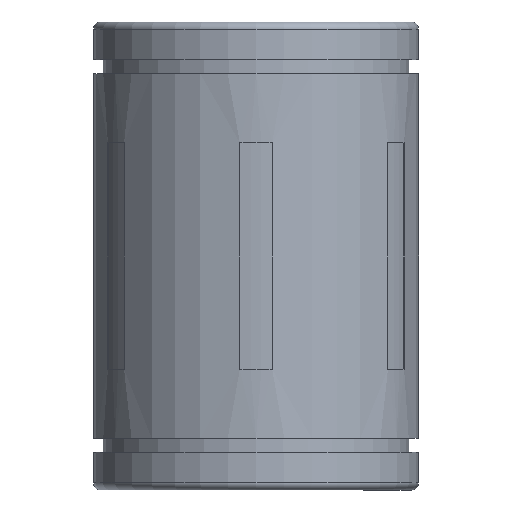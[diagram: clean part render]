
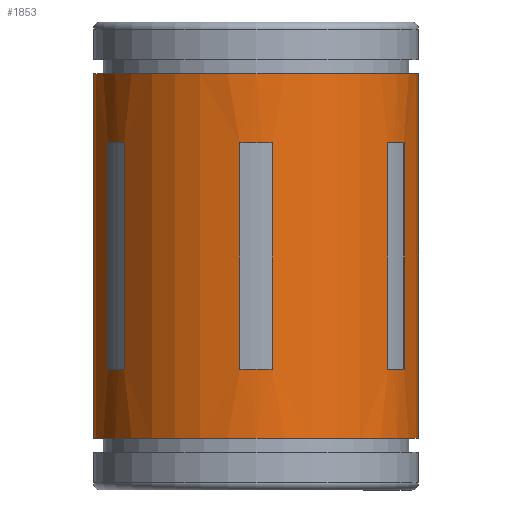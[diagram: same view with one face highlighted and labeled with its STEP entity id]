
A CAD part, left-side view. The second image highlights one B-rep face of the part: STEP entity #1853.
In plain terms, the highlighted cylindrical face has radius 19.844 mm (diameter 39.688 mm), a partial arc.
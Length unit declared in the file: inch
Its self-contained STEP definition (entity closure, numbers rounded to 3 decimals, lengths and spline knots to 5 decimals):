
#3 = CARTESIAN_POINT ( 'NONE',  ( -0.45622, -0.6342, 0.54553 ) ) ;
#7 = VERTEX_POINT ( 'NONE', #568 ) ;
#10 = DIRECTION ( 'NONE',  ( -0.411, -0.912, 0. ) ) ;
#16 = AXIS2_PLACEMENT_3D ( 'NONE', #1467, #2494, #1212 ) ;
#18 = FACE_BOUND ( 'NONE', #1607, .T. ) ;
#61 = EDGE_CURVE ( 'NONE', #407, #2581, #1356, .T. ) ;
#75 = CARTESIAN_POINT ( 'NONE',  ( 0., 0.78125, 0.8751 ) ) ;
#119 = LINE ( 'NONE', #738, #2068 ) ;
#137 = CIRCLE ( 'NONE', #2108, 0.78125 ) ;
#184 = CARTESIAN_POINT ( 'NONE',  ( 0., 0., -0.8751 ) ) ;
#192 = ORIENTED_EDGE ( 'NONE', *, *, #2282, .T. ) ;
#220 = EDGE_LOOP ( 'NONE', ( #1953, #1732, #1891, #2557 ) ) ;
#230 = AXIS2_PLACEMENT_3D ( 'NONE', #2521, #1243, #10 ) ;
#251 = EDGE_CURVE ( 'NONE', #259, #1008, #1934, .T. ) ;
#258 = DIRECTION ( 'NONE',  ( -0.584, 0.812, 0. ) ) ;
#259 = VERTEX_POINT ( 'NONE', #75 ) ;
#324 = AXIS2_PLACEMENT_3D ( 'NONE', #184, #810, #2532 ) ;
#325 = VERTEX_POINT ( 'NONE', #2617 ) ;
#392 = CARTESIAN_POINT ( 'NONE',  ( -0.77735, -0.07799, 0.54553 ) ) ;
#396 = VERTEX_POINT ( 'NONE', #2588 ) ;
#398 = AXIS2_PLACEMENT_3D ( 'NONE', #1538, #2176, #258 ) ;
#407 = VERTEX_POINT ( 'NONE', #676 ) ;
#465 = VERTEX_POINT ( 'NONE', #1931 ) ;
#526 = CARTESIAN_POINT ( 'NONE',  ( 0., 0., 0.8751 ) ) ;
#556 = EDGE_CURVE ( 'NONE', #465, #743, #1222, .T. ) ;
#568 = CARTESIAN_POINT ( 'NONE',  ( 0., 0.78125, -0.8751 ) ) ;
#597 = VECTOR ( 'NONE', #924, 39.37008 ) ;
#641 = LINE ( 'NONE', #2083, #1725 ) ;
#673 = CIRCLE ( 'NONE', #324, 0.78125 ) ;
#676 = CARTESIAN_POINT ( 'NONE',  ( -0.77735, 0.07799, 0.54553 ) ) ;
#682 = VECTOR ( 'NONE', #806, 39.37008 ) ;
#700 = ORIENTED_EDGE ( 'NONE', *, *, #1448, .F. ) ;
#705 = CARTESIAN_POINT ( 'NONE',  ( -0.45622, 0.6342, -0.54552 ) ) ;
#715 = CARTESIAN_POINT ( 'NONE',  ( 0., 0., 0.54553 ) ) ;
#738 = CARTESIAN_POINT ( 'NONE',  ( -0.32113, 0.7122, 0.54553 ) ) ;
#743 = VERTEX_POINT ( 'NONE', #1733 ) ;
#744 = CARTESIAN_POINT ( 'NONE',  ( -0.77735, -0.07799, -0.54552 ) ) ;
#806 = DIRECTION ( 'NONE',  ( 0., 0., 1. ) ) ;
#810 = DIRECTION ( 'NONE',  ( 0., 0., 1. ) ) ;
#830 = ORIENTED_EDGE ( 'NONE', *, *, #61, .T. ) ;
#841 = DIRECTION ( 'NONE',  ( 0., 0., 1. ) ) ;
#846 = EDGE_CURVE ( 'NONE', #7, #259, #1211, .T. ) ;
#859 = DIRECTION ( 'NONE',  ( 0., 0., 1. ) ) ;
#864 = ORIENTED_EDGE ( 'NONE', *, *, #2642, .F. ) ;
#865 = AXIS2_PLACEMENT_3D ( 'NONE', #526, #1823, #1994 ) ;
#869 = CYLINDRICAL_SURFACE ( 'NONE', #1090, 0.78125 ) ;
#885 = DIRECTION ( 'NONE',  ( 0., 0., -1. ) ) ;
#924 = DIRECTION ( 'NONE',  ( 0., 0., 1. ) ) ;
#1008 = VERTEX_POINT ( 'NONE', #2104 ) ;
#1049 = DIRECTION ( 'NONE',  ( 0., 0., 1. ) ) ;
#1083 = LINE ( 'NONE', #2774, #2761 ) ;
#1090 = AXIS2_PLACEMENT_3D ( 'NONE', #1131, #1748, #1798 ) ;
#1105 = ORIENTED_EDGE ( 'NONE', *, *, #1357, .F. ) ;
#1112 = CARTESIAN_POINT ( 'NONE',  ( -0.45622, -0.6342, 0.54553 ) ) ;
#1131 = CARTESIAN_POINT ( 'NONE',  ( 0., 0., 1.09105 ) ) ;
#1152 = EDGE_CURVE ( 'NONE', #407, #396, #2718, .T. ) ;
#1161 = DIRECTION ( 'NONE',  ( 0., 0., -1. ) ) ;
#1198 = EDGE_CURVE ( 'NONE', #1220, #465, #137, .T. ) ;
#1211 = LINE ( 'NONE', #2685, #682 ) ;
#1212 = DIRECTION ( 'NONE',  ( -0.995, -0.1, 0. ) ) ;
#1220 = VERTEX_POINT ( 'NONE', #2355 ) ;
#1222 = LINE ( 'NONE', #705, #1930 ) ;
#1243 = DIRECTION ( 'NONE',  ( 0., 0., 1. ) ) ;
#1290 = CIRCLE ( 'NONE', #2066, 0.78125 ) ;
#1307 = EDGE_CURVE ( 'NONE', #325, #743, #1531, .T. ) ;
#1319 = VECTOR ( 'NONE', #885, 39.37008 ) ;
#1356 = CIRCLE ( 'NONE', #2080, 0.78125 ) ;
#1357 = EDGE_CURVE ( 'NONE', #325, #1220, #119, .T. ) ;
#1386 = VECTOR ( 'NONE', #2127, 39.37008 ) ;
#1393 = VERTEX_POINT ( 'NONE', #1628 ) ;
#1410 = VERTEX_POINT ( 'NONE', #2109 ) ;
#1425 = EDGE_CURVE ( 'NONE', #7, #2346, #673, .T. ) ;
#1448 = EDGE_CURVE ( 'NONE', #396, #2269, #1795, .T. ) ;
#1467 = CARTESIAN_POINT ( 'NONE',  ( 0., 0., -0.54552 ) ) ;
#1483 = DIRECTION ( 'NONE',  ( -0.995, -0.1, 0. ) ) ;
#1502 = DIRECTION ( 'NONE',  ( -0.584, 0.812, 0. ) ) ;
#1511 = LINE ( 'NONE', #744, #597 ) ;
#1531 = CIRCLE ( 'NONE', #398, 0.78125 ) ;
#1532 = FACE_BOUND ( 'NONE', #2222, .T. ) ;
#1538 = CARTESIAN_POINT ( 'NONE',  ( 0., 0., 0.54553 ) ) ;
#1590 = CARTESIAN_POINT ( 'NONE',  ( -0.45622, -0.6342, -0.54552 ) ) ;
#1607 = EDGE_LOOP ( 'NONE', ( #830, #2571, #700, #2584 ) ) ;
#1628 = CARTESIAN_POINT ( 'NONE',  ( -0.32113, -0.7122, 0.54553 ) ) ;
#1670 = CARTESIAN_POINT ( 'NONE',  ( -0.77735, 0.07799, 0.54553 ) ) ;
#1686 = EDGE_LOOP ( 'NONE', ( #192, #864, #2373, #2286 ) ) ;
#1725 = VECTOR ( 'NONE', #841, 39.37008 ) ;
#1732 = ORIENTED_EDGE ( 'NONE', *, *, #1425, .T. ) ;
#1733 = CARTESIAN_POINT ( 'NONE',  ( -0.45622, 0.6342, 0.54553 ) ) ;
#1736 = ORIENTED_EDGE ( 'NONE', *, *, #556, .F. ) ;
#1748 = DIRECTION ( 'NONE',  ( 0., 0., 1. ) ) ;
#1758 = DIRECTION ( 'NONE',  ( 0., 0., 1. ) ) ;
#1782 = CARTESIAN_POINT ( 'NONE',  ( -0.77735, -0.07799, -0.54552 ) ) ;
#1795 = CIRCLE ( 'NONE', #16, 0.78125 ) ;
#1798 = DIRECTION ( 'NONE',  ( 0., -1., 0. ) ) ;
#1823 = DIRECTION ( 'NONE',  ( 0., 0., 1. ) ) ;
#1853 = ADVANCED_FACE ( 'NONE', ( #2348, #1532, #18, #2160 ), #869, .T. ) ;
#1863 = CARTESIAN_POINT ( 'NONE',  ( 0., -0.78125, -0.8751 ) ) ;
#1891 = ORIENTED_EDGE ( 'NONE', *, *, #2421, .T. ) ;
#1895 = VERTEX_POINT ( 'NONE', #1590 ) ;
#1915 = LINE ( 'NONE', #3, #1319 ) ;
#1918 = CARTESIAN_POINT ( 'NONE',  ( 0., 0., 0.54553 ) ) ;
#1930 = VECTOR ( 'NONE', #2006, 39.37008 ) ;
#1931 = CARTESIAN_POINT ( 'NONE',  ( -0.45622, 0.6342, -0.54552 ) ) ;
#1934 = CIRCLE ( 'NONE', #865, 0.78125 ) ;
#1935 = CARTESIAN_POINT ( 'NONE',  ( 0., 0., -0.54552 ) ) ;
#1953 = ORIENTED_EDGE ( 'NONE', *, *, #846, .F. ) ;
#1994 = DIRECTION ( 'NONE',  ( 0., -1., 0. ) ) ;
#2006 = DIRECTION ( 'NONE',  ( 0., 0., 1. ) ) ;
#2029 = EDGE_CURVE ( 'NONE', #2496, #1895, #1915, .T. ) ;
#2053 = EDGE_CURVE ( 'NONE', #2269, #2581, #1511, .T. ) ;
#2066 = AXIS2_PLACEMENT_3D ( 'NONE', #715, #1758, #2629 ) ;
#2068 = VECTOR ( 'NONE', #1161, 39.37008 ) ;
#2080 = AXIS2_PLACEMENT_3D ( 'NONE', #1918, #1049, #1483 ) ;
#2083 = CARTESIAN_POINT ( 'NONE',  ( -0.32113, -0.7122, -0.54552 ) ) ;
#2104 = CARTESIAN_POINT ( 'NONE',  ( 0., -0.78125, 0.8751 ) ) ;
#2108 = AXIS2_PLACEMENT_3D ( 'NONE', #1935, #859, #1502 ) ;
#2109 = CARTESIAN_POINT ( 'NONE',  ( -0.32113, -0.7122, -0.54552 ) ) ;
#2127 = DIRECTION ( 'NONE',  ( 0., 0., -1. ) ) ;
#2160 = FACE_BOUND ( 'NONE', #1686, .T. ) ;
#2176 = DIRECTION ( 'NONE',  ( 0., 0., 1. ) ) ;
#2197 = CIRCLE ( 'NONE', #230, 0.78125 ) ;
#2222 = EDGE_LOOP ( 'NONE', ( #2451, #1736, #2261, #1105 ) ) ;
#2261 = ORIENTED_EDGE ( 'NONE', *, *, #1198, .F. ) ;
#2269 = VERTEX_POINT ( 'NONE', #1782 ) ;
#2282 = EDGE_CURVE ( 'NONE', #2496, #1393, #1290, .T. ) ;
#2286 = ORIENTED_EDGE ( 'NONE', *, *, #2029, .F. ) ;
#2346 = VERTEX_POINT ( 'NONE', #1863 ) ;
#2348 = FACE_OUTER_BOUND ( 'NONE', #220, .T. ) ;
#2355 = CARTESIAN_POINT ( 'NONE',  ( -0.32113, 0.7122, -0.54552 ) ) ;
#2373 = ORIENTED_EDGE ( 'NONE', *, *, #2388, .F. ) ;
#2388 = EDGE_CURVE ( 'NONE', #1895, #1410, #2197, .T. ) ;
#2421 = EDGE_CURVE ( 'NONE', #2346, #1008, #1083, .T. ) ;
#2451 = ORIENTED_EDGE ( 'NONE', *, *, #1307, .T. ) ;
#2494 = DIRECTION ( 'NONE',  ( 0., 0., 1. ) ) ;
#2496 = VERTEX_POINT ( 'NONE', #1112 ) ;
#2521 = CARTESIAN_POINT ( 'NONE',  ( 0., 0., -0.54552 ) ) ;
#2532 = DIRECTION ( 'NONE',  ( 0., -1., 0. ) ) ;
#2557 = ORIENTED_EDGE ( 'NONE', *, *, #251, .F. ) ;
#2571 = ORIENTED_EDGE ( 'NONE', *, *, #2053, .F. ) ;
#2581 = VERTEX_POINT ( 'NONE', #392 ) ;
#2584 = ORIENTED_EDGE ( 'NONE', *, *, #1152, .F. ) ;
#2588 = CARTESIAN_POINT ( 'NONE',  ( -0.77735, 0.07799, -0.54552 ) ) ;
#2617 = CARTESIAN_POINT ( 'NONE',  ( -0.32113, 0.7122, 0.54553 ) ) ;
#2629 = DIRECTION ( 'NONE',  ( -0.411, -0.912, 0. ) ) ;
#2642 = EDGE_CURVE ( 'NONE', #1410, #1393, #641, .T. ) ;
#2685 = CARTESIAN_POINT ( 'NONE',  ( 0., 0.78125, 1.09105 ) ) ;
#2718 = LINE ( 'NONE', #1670, #1386 ) ;
#2730 = DIRECTION ( 'NONE',  ( 0., 0., 1. ) ) ;
#2761 = VECTOR ( 'NONE', #2730, 39.37008 ) ;
#2774 = CARTESIAN_POINT ( 'NONE',  ( 0., -0.78125, 1.09105 ) ) ;
